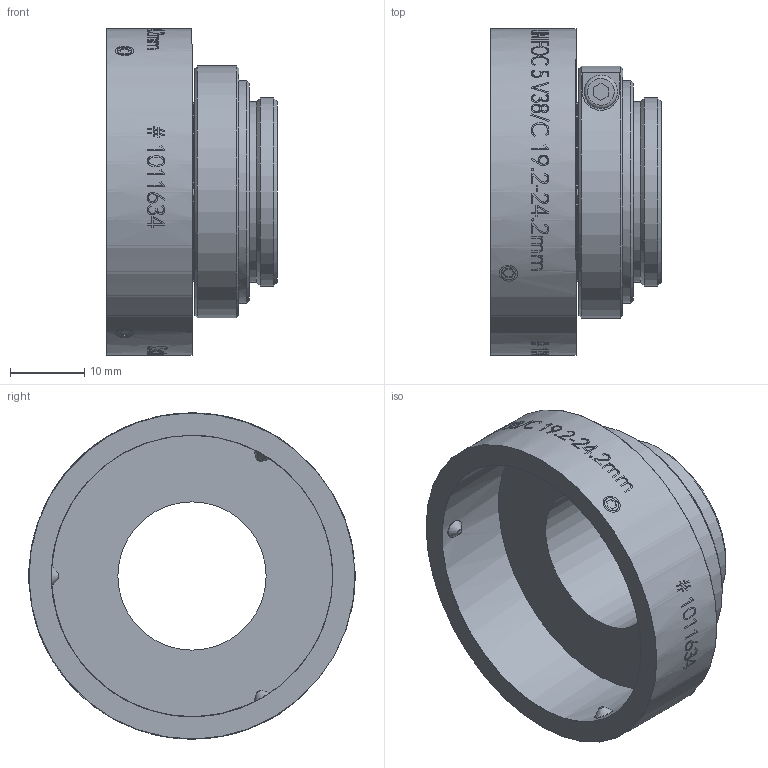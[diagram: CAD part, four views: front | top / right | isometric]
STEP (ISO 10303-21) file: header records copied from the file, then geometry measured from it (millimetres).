
FILE_DESCRIPTION(/* description */ (''),/* implementation_level */ '2;1');
FILE_NAME(/* name */ '1011634_00166564_001.stp',/* time_stamp */ '2022-04-01T07:25:45+02:00',/* author */ (''),/* organization */ (''),/* preprocessor_version */ 'ST-DEVELOPER v16',/* originating_system */ 'SIEMENS PLM Software NX 10.0',/* authorisation */ '');
FILE_SCHEMA (('AP203_CONFIGURATION_CONTROLLED_3D_DESIGN_OF_MECHANICAL_PARTS_AND_ASSEMBLIES_MIM_LF { 1 0 10303 403 2 1 2}'));
Length unit declared in the file: millimetre
Products named in the file (1): Froe6B5C76F3naup
Bounding box: 23 x 44 x 44 mm (x, y, z)
Volume: 9037.9 mm3; surface area: 10997.8 mm2
Topology: 1 solids, 2 shells, 241 faces, 926 edges, 735 vertices
Faces by surface type: cylinder 115, plane 83, cone 38, torus 5
Full cylindrical faces by diameter (mm): 2.5 x4, 2.8 x1, 4.5 x1, 20 x1, 22.26 x1, 22.5 x1, 23 x1, 23.1 x1, 24 x1, 24.4 x1, 25.4 x1, 30 x1, 37.985 x1, 38 x1, 44 x2
Entity records: 11869 total; most frequent: CARTESIAN_POINT 4528, ORIENTED_EDGE 1767, DIRECTION 1110, EDGE_CURVE 886, VERTEX_POINT 725, B_SPLINE_CURVE_WITH_KNOTS 475, AXIS2_PLACEMENT_3D 457, EDGE_LOOP 366
